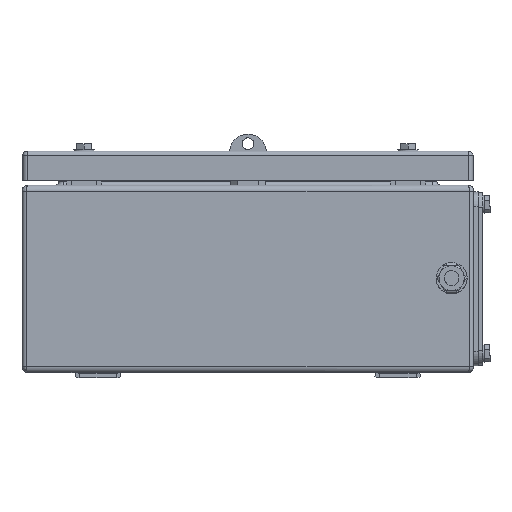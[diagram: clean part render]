
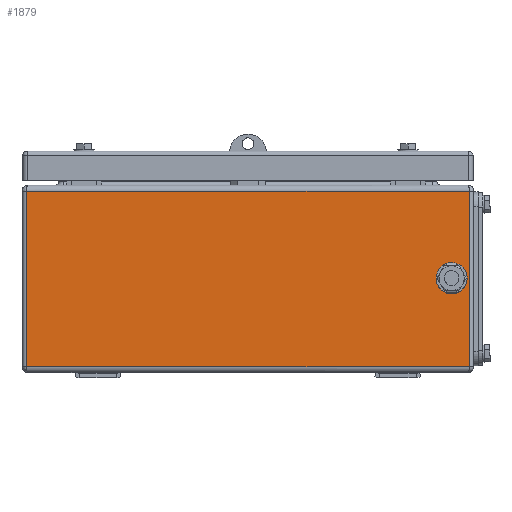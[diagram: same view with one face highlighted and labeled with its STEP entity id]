
A CAD part, left-side view. The second image highlights one B-rep face of the part: STEP entity #1879.
In plain terms, the highlighted planar face has unit normal (-1, 0, 0).
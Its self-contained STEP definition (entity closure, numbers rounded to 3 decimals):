
#1794=AXIS2_PLACEMENT_3D('Plane Axis2P3D',#1791,#1792,#1793) ;
#1238=CARTESIAN_POINT('Vertex',(25.5,14.,126.5)) ;
#1241=CARTESIAN_POINT('Line Origine',(25.5,14.,130.5)) ;
#1245=CARTESIAN_POINT('Vertex',(25.5,14.,7.5)) ;
#1791=CARTESIAN_POINT('Axis2P3D Location',(25.5,317.,130.5)) ;
#1796=CARTESIAN_POINT('Line Origine',(25.5,314.,67.)) ;
#1800=CARTESIAN_POINT('Vertex',(25.5,314.,126.5)) ;
#1802=CARTESIAN_POINT('Vertex',(25.5,314.,7.5)) ;
#1805=CARTESIAN_POINT('Line Origine',(25.5,164.,7.5)) ;
#1810=CARTESIAN_POINT('Line Origine',(25.5,164.,126.5)) ;
#1821=CARTESIAN_POINT('Line Origine',(25.5,31.15,67.5)) ;
#1825=CARTESIAN_POINT('Vertex',(25.5,31.15,72.46)) ;
#1827=CARTESIAN_POINT('Vertex',(25.5,31.15,62.54)) ;
#1831=CARTESIAN_POINT('Control Point',(25.5,20.85,72.46)) ;
#1832=CARTESIAN_POINT('Control Point',(25.5,21.304,72.932)) ;
#1833=CARTESIAN_POINT('Control Point',(25.5,21.813,73.351)) ;
#1834=CARTESIAN_POINT('Control Point',(25.5,22.367,73.711)) ;
#1835=CARTESIAN_POINT('Control Point',(25.5,23.549,74.296)) ;
#1836=CARTESIAN_POINT('Control Point',(25.5,24.832,74.6)) ;
#1837=CARTESIAN_POINT('Control Point',(25.5,25.488,74.677)) ;
#1838=CARTESIAN_POINT('Control Point',(25.5,26.806,74.68)) ;
#1839=CARTESIAN_POINT('Control Point',(25.5,28.091,74.385)) ;
#1840=CARTESIAN_POINT('Control Point',(25.5,28.714,74.164)) ;
#1841=CARTESIAN_POINT('Control Point',(25.5,29.609,73.725)) ;
#1842=CARTESIAN_POINT('Control Point',(25.5,30.411,73.142)) ;
#1843=CARTESIAN_POINT('Control Point',(25.5,30.671,72.929)) ;
#1844=CARTESIAN_POINT('Control Point',(25.5,30.918,72.701)) ;
#1845=CARTESIAN_POINT('Control Point',(25.5,31.15,72.46)) ;
#1846=CARTESIAN_POINT('Vertex',(25.5,20.85,72.46)) ;
#1849=CARTESIAN_POINT('Line Origine',(25.5,20.85,67.5)) ;
#1853=CARTESIAN_POINT('Vertex',(25.5,20.85,62.54)) ;
#1857=CARTESIAN_POINT('Control Point',(25.5,31.15,62.54)) ;
#1858=CARTESIAN_POINT('Control Point',(25.5,30.696,62.068)) ;
#1859=CARTESIAN_POINT('Control Point',(25.5,30.187,61.649)) ;
#1860=CARTESIAN_POINT('Control Point',(25.5,29.633,61.289)) ;
#1861=CARTESIAN_POINT('Control Point',(25.5,28.451,60.704)) ;
#1862=CARTESIAN_POINT('Control Point',(25.5,27.168,60.4)) ;
#1863=CARTESIAN_POINT('Control Point',(25.5,26.512,60.323)) ;
#1864=CARTESIAN_POINT('Control Point',(25.5,25.194,60.32)) ;
#1865=CARTESIAN_POINT('Control Point',(25.5,23.909,60.615)) ;
#1866=CARTESIAN_POINT('Control Point',(25.5,23.286,60.836)) ;
#1867=CARTESIAN_POINT('Control Point',(25.5,22.391,61.275)) ;
#1868=CARTESIAN_POINT('Control Point',(25.5,21.589,61.858)) ;
#1869=CARTESIAN_POINT('Control Point',(25.5,21.329,62.071)) ;
#1870=CARTESIAN_POINT('Control Point',(25.5,21.082,62.299)) ;
#1871=CARTESIAN_POINT('Control Point',(25.5,20.85,62.54)) ;
#1242=DIRECTION('Vector Direction',(0.,0.,-1.)) ;
#1792=DIRECTION('Axis2P3D Direction',(1.,0.,0.)) ;
#1793=DIRECTION('Axis2P3D XDirection',(0.,1.,0.)) ;
#1797=DIRECTION('Vector Direction',(0.,0.,-1.)) ;
#1806=DIRECTION('Vector Direction',(0.,-1.,0.)) ;
#1811=DIRECTION('Vector Direction',(0.,1.,0.)) ;
#1822=DIRECTION('Vector Direction',(0.,0.,-1.)) ;
#1850=DIRECTION('Vector Direction',(0.,0.,1.)) ;
#1243=VECTOR('Line Direction',#1242,1.) ;
#1798=VECTOR('Line Direction',#1797,1.) ;
#1807=VECTOR('Line Direction',#1806,1.) ;
#1812=VECTOR('Line Direction',#1811,1.) ;
#1823=VECTOR('Line Direction',#1822,1.) ;
#1851=VECTOR('Line Direction',#1850,1.) ;
#1816=ORIENTED_EDGE('',*,*,#1804,.T.) ;
#1817=ORIENTED_EDGE('',*,*,#1809,.T.) ;
#1818=ORIENTED_EDGE('',*,*,#1247,.T.) ;
#1819=ORIENTED_EDGE('',*,*,#1814,.T.) ;
#1874=ORIENTED_EDGE('',*,*,#1829,.F.) ;
#1875=ORIENTED_EDGE('',*,*,#1848,.F.) ;
#1876=ORIENTED_EDGE('',*,*,#1855,.F.) ;
#1877=ORIENTED_EDGE('',*,*,#1872,.F.) ;
#1878=FACE_BOUND('',#1873,.T.) ;
#1879=ADVANCED_FACE('40797_ASM_GH_KTB_MH_XXXxXXXxXXX_YGP_S3D-1/GH-1-solid1',(#1820,#1878),#1795,.F.) ;
#1830=B_SPLINE_CURVE_WITH_KNOTS('',5,(#1831,#1832,#1833,#1834,#1835,#1836,#1837,#1838,#1839,#1840,#1841,#1842,#1843,#1844,#1845),.UNSPECIFIED.,.F.,.U.,(6,3,3,3,6),(0.,4.64,9.281,13.921,16.295),.UNSPECIFIED.) ;
#1856=B_SPLINE_CURVE_WITH_KNOTS('',5,(#1857,#1858,#1859,#1860,#1861,#1862,#1863,#1864,#1865,#1866,#1867,#1868,#1869,#1870,#1871),.UNSPECIFIED.,.F.,.U.,(6,3,3,3,6),(0.,4.64,9.281,13.921,16.295),.UNSPECIFIED.) ;
#1247=EDGE_CURVE('',#1246,#1239,#1244,.F.) ;
#1804=EDGE_CURVE('',#1801,#1803,#1799,.T.) ;
#1809=EDGE_CURVE('',#1803,#1246,#1808,.T.) ;
#1814=EDGE_CURVE('',#1239,#1801,#1813,.T.) ;
#1829=EDGE_CURVE('',#1826,#1828,#1824,.T.) ;
#1848=EDGE_CURVE('',#1847,#1826,#1830,.T.) ;
#1855=EDGE_CURVE('',#1854,#1847,#1852,.T.) ;
#1872=EDGE_CURVE('',#1828,#1854,#1856,.T.) ;
#1815=EDGE_LOOP('',(#1816,#1817,#1818,#1819)) ;
#1873=EDGE_LOOP('',(#1874,#1875,#1876,#1877)) ;
#1820=FACE_OUTER_BOUND('',#1815,.T.) ;
#1244=LINE('Line',#1241,#1243) ;
#1799=LINE('Line',#1796,#1798) ;
#1808=LINE('Line',#1805,#1807) ;
#1813=LINE('Line',#1810,#1812) ;
#1824=LINE('Line',#1821,#1823) ;
#1852=LINE('Line',#1849,#1851) ;
#1795=PLANE('',#1794) ;
#1239=VERTEX_POINT('',#1238) ;
#1246=VERTEX_POINT('',#1245) ;
#1801=VERTEX_POINT('',#1800) ;
#1803=VERTEX_POINT('',#1802) ;
#1826=VERTEX_POINT('',#1825) ;
#1828=VERTEX_POINT('',#1827) ;
#1847=VERTEX_POINT('',#1846) ;
#1854=VERTEX_POINT('',#1853) ;
